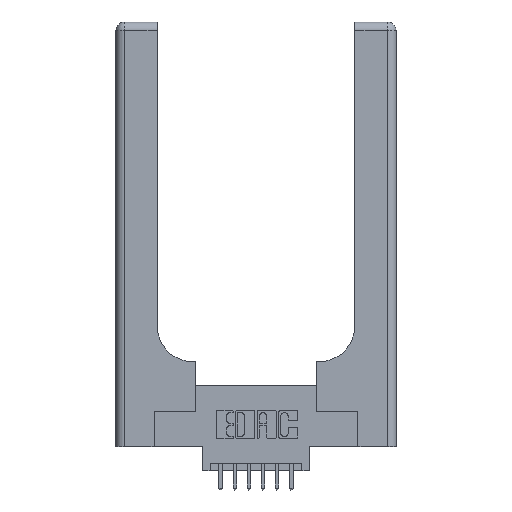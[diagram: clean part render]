
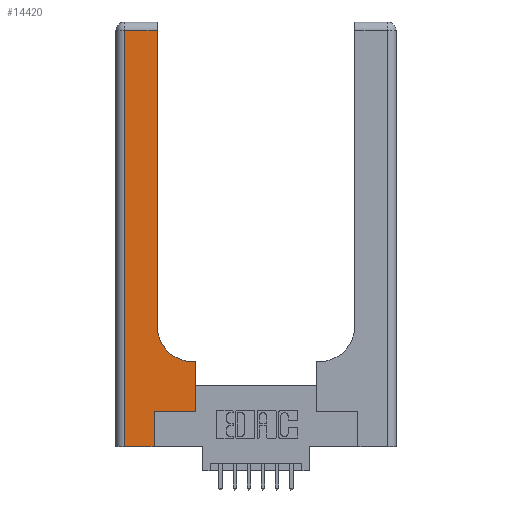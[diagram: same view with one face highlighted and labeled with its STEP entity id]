
A CAD part, top view. The second image highlights one B-rep face of the part: STEP entity #14420.
In plain terms, the highlighted planar face has unit normal (0, 0, 1).
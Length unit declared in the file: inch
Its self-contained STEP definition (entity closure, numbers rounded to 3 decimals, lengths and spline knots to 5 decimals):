
#498 = CARTESIAN_POINT ( 'NONE',  ( 0.5415, 0.6, 0.37 ) ) ;
#672 = ORIENTED_EDGE ( 'NONE', *, *, #14572, .T. ) ;
#675 = DIRECTION ( 'NONE',  ( 0., 0., -1. ) ) ;
#890 = CARTESIAN_POINT ( 'NONE',  ( 0.269, 0.25, 0.37 ) ) ;
#1235 = DIRECTION ( 'NONE',  ( 0., -1., 0. ) ) ;
#1422 = VERTEX_POINT ( 'NONE', #7727 ) ;
#1855 = CARTESIAN_POINT ( 'NONE',  ( 0., 3., 0.37 ) ) ;
#2438 = DIRECTION ( 'NONE',  ( 0., 0., -1. ) ) ;
#2559 = VERTEX_POINT ( 'NONE', #10433 ) ;
#3113 = CARTESIAN_POINT ( 'NONE',  ( 0.06, 0., 0.37 ) ) ;
#3416 = VERTEX_POINT ( 'NONE', #3113 ) ;
#3517 = VECTOR ( 'NONE', #4589, 39.37008 ) ;
#3518 = VERTEX_POINT ( 'NONE', #13491 ) ;
#3667 = ORIENTED_EDGE ( 'NONE', *, *, #11174, .T. ) ;
#3754 = CARTESIAN_POINT ( 'NONE',  ( 0.2915, 0.85, 0.37 ) ) ;
#3819 = CARTESIAN_POINT ( 'NONE',  ( 0.269, 0., 0.37 ) ) ;
#3878 = LINE ( 'NONE', #13568, #6243 ) ;
#4002 = EDGE_CURVE ( 'NONE', #3416, #4959, #13442, .T. ) ;
#4237 = EDGE_CURVE ( 'NONE', #9474, #8333, #5014, .T. ) ;
#4317 = CIRCLE ( 'NONE', #4744, 0.25 ) ;
#4589 = DIRECTION ( 'NONE',  ( 1., 0., 0. ) ) ;
#4744 = AXIS2_PLACEMENT_3D ( 'NONE', #9391, #2438, #10519 ) ;
#4959 = VERTEX_POINT ( 'NONE', #3819 ) ;
#5014 = LINE ( 'NONE', #6911, #14278 ) ;
#5280 = VECTOR ( 'NONE', #1235, 39.37008 ) ;
#5458 = LINE ( 'NONE', #6402, #11792 ) ;
#5580 = VERTEX_POINT ( 'NONE', #3754 ) ;
#6243 = VECTOR ( 'NONE', #8008, 39.37008 ) ;
#6402 = CARTESIAN_POINT ( 'NONE',  ( 0.2915, 3., 0.37 ) ) ;
#6796 = ORIENTED_EDGE ( 'NONE', *, *, #10824, .T. ) ;
#6911 = CARTESIAN_POINT ( 'NONE',  ( 0., 2.94, 0.37 ) ) ;
#7198 = VECTOR ( 'NONE', #9020, 39.37008 ) ;
#7330 = ORIENTED_EDGE ( 'NONE', *, *, #10628, .T. ) ;
#7519 = DIRECTION ( 'NONE',  ( 0., 1., 0. ) ) ;
#7554 = DIRECTION ( 'NONE',  ( 1., 0., 0. ) ) ;
#7727 = CARTESIAN_POINT ( 'NONE',  ( 0.5585, 0.6, 0.37 ) ) ;
#7751 = PLANE ( 'NONE',  #11522 ) ;
#7909 = LINE ( 'NONE', #12798, #12815 ) ;
#8008 = DIRECTION ( 'NONE',  ( -1., 0., 0. ) ) ;
#8178 = EDGE_CURVE ( 'NONE', #3518, #1422, #7909, .T. ) ;
#8205 = ORIENTED_EDGE ( 'NONE', *, *, #8907, .T. ) ;
#8333 = VERTEX_POINT ( 'NONE', #8490 ) ;
#8345 = ORIENTED_EDGE ( 'NONE', *, *, #8178, .T. ) ;
#8490 = CARTESIAN_POINT ( 'NONE',  ( 0.06, 2.94, 0.37 ) ) ;
#8702 = CARTESIAN_POINT ( 'NONE',  ( 0., 0., 0.37 ) ) ;
#8901 = DIRECTION ( 'NONE',  ( -1., 0., 0. ) ) ;
#8907 = EDGE_CURVE ( 'NONE', #14879, #5580, #4317, .T. ) ;
#9020 = DIRECTION ( 'NONE',  ( 0., 1., 0. ) ) ;
#9204 = DIRECTION ( 'NONE',  ( -1., 0., 0. ) ) ;
#9391 = CARTESIAN_POINT ( 'NONE',  ( 0.5415, 0.85, 0.37 ) ) ;
#9474 = VERTEX_POINT ( 'NONE', #13957 ) ;
#9995 = ORIENTED_EDGE ( 'NONE', *, *, #4237, .T. ) ;
#10299 = ORIENTED_EDGE ( 'NONE', *, *, #4002, .T. ) ;
#10433 = CARTESIAN_POINT ( 'NONE',  ( 0.269, 0.25, 0.37 ) ) ;
#10519 = DIRECTION ( 'NONE',  ( 1., 0., 0. ) ) ;
#10628 = EDGE_CURVE ( 'NONE', #8333, #3416, #10932, .T. ) ;
#10824 = EDGE_CURVE ( 'NONE', #5580, #9474, #5458, .T. ) ;
#10932 = LINE ( 'NONE', #14915, #5280 ) ;
#11019 = FACE_OUTER_BOUND ( 'NONE', #11851, .T. ) ;
#11174 = EDGE_CURVE ( 'NONE', #4959, #2559, #13141, .T. ) ;
#11280 = CARTESIAN_POINT ( 'NONE',  ( 0.269, 0., 0.37 ) ) ;
#11522 = AXIS2_PLACEMENT_3D ( 'NONE', #1855, #675, #8901 ) ;
#11792 = VECTOR ( 'NONE', #7519, 39.37008 ) ;
#11851 = EDGE_LOOP ( 'NONE', ( #6796, #9995, #7330, #10299, #3667, #672, #8345, #13033, #8205 ) ) ;
#12565 = LINE ( 'NONE', #890, #3517 ) ;
#12798 = CARTESIAN_POINT ( 'NONE',  ( 0.5585, 0.25, 0.37 ) ) ;
#12815 = VECTOR ( 'NONE', #13900, 39.37008 ) ;
#13033 = ORIENTED_EDGE ( 'NONE', *, *, #14575, .T. ) ;
#13141 = LINE ( 'NONE', #11280, #7198 ) ;
#13442 = LINE ( 'NONE', #8702, #13790 ) ;
#13491 = CARTESIAN_POINT ( 'NONE',  ( 0.5585, 0.25, 0.37 ) ) ;
#13568 = CARTESIAN_POINT ( 'NONE',  ( 0.2915, 0.6, 0.37 ) ) ;
#13790 = VECTOR ( 'NONE', #7554, 39.37008 ) ;
#13900 = DIRECTION ( 'NONE',  ( 0., 1., 0. ) ) ;
#13957 = CARTESIAN_POINT ( 'NONE',  ( 0.2915, 2.94, 0.37 ) ) ;
#14278 = VECTOR ( 'NONE', #9204, 39.37008 ) ;
#14420 = ADVANCED_FACE ( 'NONE', ( #11019 ), #7751, .F. ) ;
#14572 = EDGE_CURVE ( 'NONE', #2559, #3518, #12565, .T. ) ;
#14575 = EDGE_CURVE ( 'NONE', #1422, #14879, #3878, .T. ) ;
#14879 = VERTEX_POINT ( 'NONE', #498 ) ;
#14915 = CARTESIAN_POINT ( 'NONE',  ( 0.06, 3., 0.37 ) ) ;
